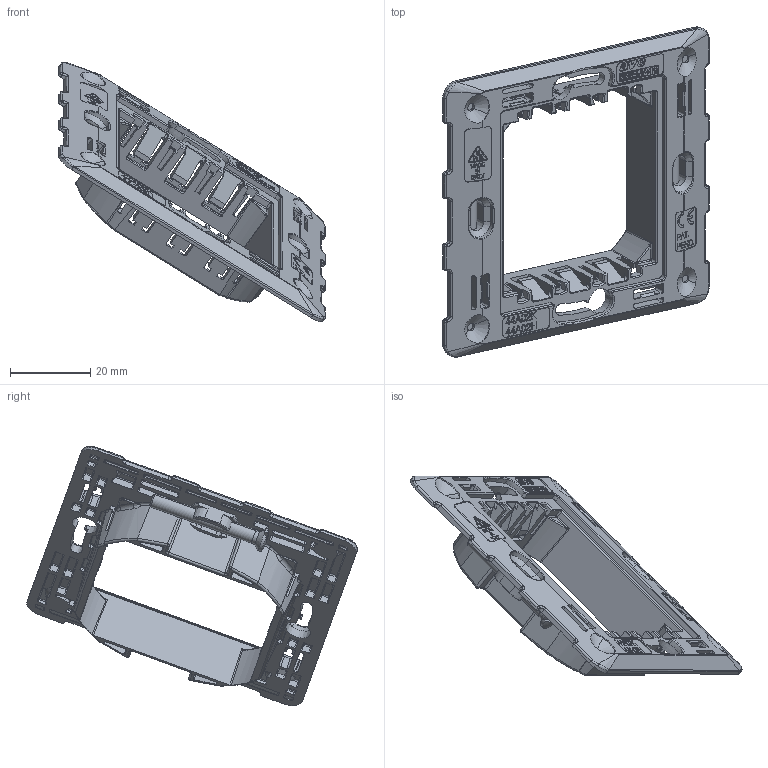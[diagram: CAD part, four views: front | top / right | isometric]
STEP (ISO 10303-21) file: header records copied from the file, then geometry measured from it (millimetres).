
FILE_DESCRIPTION(('CATIA V5 STEP Exchange'),'2;1');
FILE_NAME('44A02K.stp','2023-09-25T09:45:46+00:00',('none'),('none'),'CATIA Version 5-6 Release 2016 SP6','CATIA V5 STEP AP203','none');
FILE_SCHEMA(('CONFIG_CONTROL_DESIGN'));
Products named in the file (1): 44A02K
Assembly tree (4 placements, depth 2):
  44A02K
    #57
    #110814  x2
    #111386
Bounding box: 66.41 x 82.33 x 64.68 mm (x, y, z)
Volume: 11255.3 mm3; surface area: 16118.7 mm2
Topology: 3 solids, 3 shells, 3282 faces, 8805 edges, 5413 vertices
Faces by surface type: plane 1878, cylinder 767, sphere 205, bspline 189, cone 155, torus 68, extrusion 20
Entity records: 111412 total; most frequent: CARTESIAN_POINT 38387, ORIENTED_EDGE 17104, DIRECTION 11507, EDGE_CURVE 8552, VERTEX_POINT 5385, VECTOR 5266, LINE 5246, AXIS2_PLACEMENT_3D 3651
